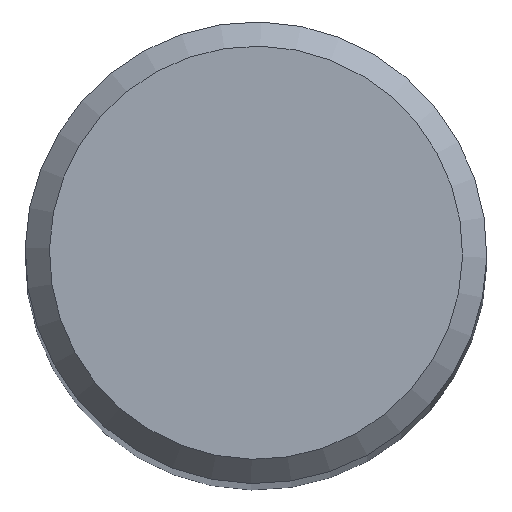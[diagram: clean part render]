
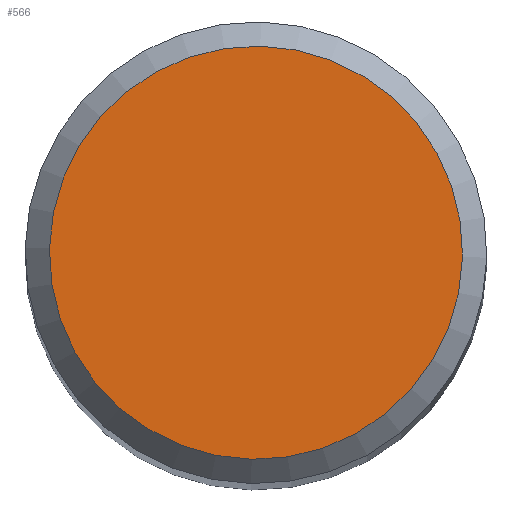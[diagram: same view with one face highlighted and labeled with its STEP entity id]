
A CAD part, top view. The second image highlights one B-rep face of the part: STEP entity #566.
In plain terms, the highlighted planar face has unit normal (0, 0, 1).
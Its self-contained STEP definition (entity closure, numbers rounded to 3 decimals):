
#282=PLANE('',#2455);
#566=ADVANCED_FACE('',(#724),#282,.F.);
#724=FACE_OUTER_BOUND('',#842,.T.);
#842=EDGE_LOOP('',(#1159));
#1159=ORIENTED_EDGE('',*,*,#1997,.F.);
#1772=VERTEX_POINT('',#3638);
#1997=EDGE_CURVE('',#1772,#1772,#2280,.T.);
#2280=CIRCLE('',#2454,8.52);
#2454=AXIS2_PLACEMENT_3D('',#3637,#2769,#2770);
#2455=AXIS2_PLACEMENT_3D('',#3639,#2771,#2772);
#2769=DIRECTION('',(0.,0.,-1.));
#2770=DIRECTION('',(-0.021,-1.,0.));
#2771=DIRECTION('',(0.,0.,-1.));
#2772=DIRECTION('',(-0.021,-1.,0.));
#3637=CARTESIAN_POINT('',(0.,0.,
0.));
#3638=CARTESIAN_POINT('',(-0.179,-8.518,0.));
#3639=CARTESIAN_POINT('',(0.,0.,
0.));
